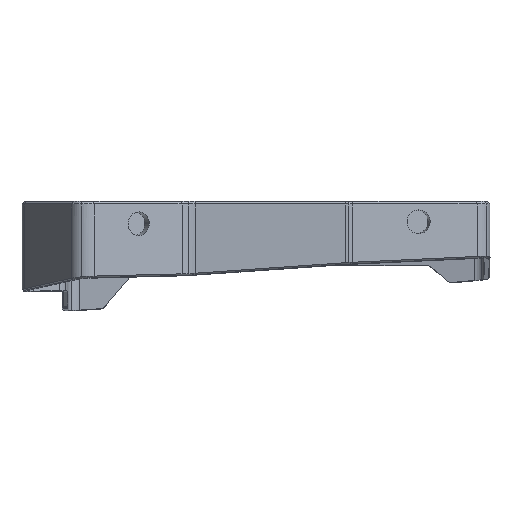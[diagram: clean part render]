
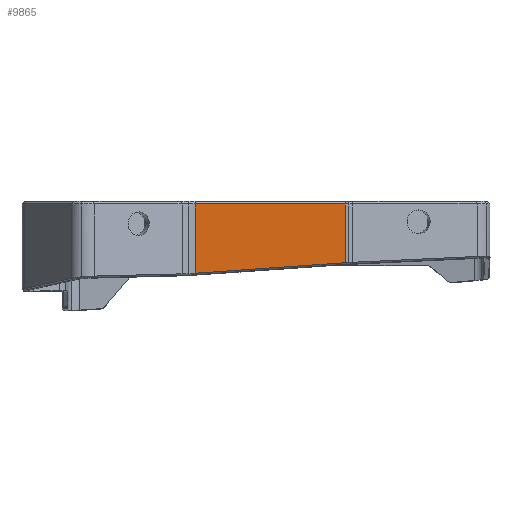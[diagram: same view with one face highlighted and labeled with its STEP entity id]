
A CAD part, front view. The second image highlights one B-rep face of the part: STEP entity #9865.
In plain terms, the highlighted planar face has unit normal (0, -1, 0).
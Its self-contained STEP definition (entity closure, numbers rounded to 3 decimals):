
#91 = CARTESIAN_POINT ( 'NONE',  ( 52.732, -109.881, -14.607 ) ) ;
#146 = AXIS2_PLACEMENT_3D ( 'NONE', #7855, #13698, #2004 ) ;
#895 = CARTESIAN_POINT ( 'NONE',  ( 61.488, -109.881, 9.3 ) ) ;
#1027 = ORIENTED_EDGE ( 'NONE', *, *, #2439, .F. ) ;
#1391 = VECTOR ( 'NONE', #7539, 1000. ) ;
#1486 = DIRECTION ( 'NONE',  ( 0., 0., -1. ) ) ;
#1556 = CARTESIAN_POINT ( 'NONE',  ( 52.732, -109.881, 1.5 ) ) ;
#1804 = VECTOR ( 'NONE', #9067, 1000. ) ;
#2004 = DIRECTION ( 'NONE',  ( 0., 0., -1. ) ) ;
#2022 = CARTESIAN_POINT ( 'NONE',  ( 104.538, -109.881, -10.984 ) ) ;
#2439 = EDGE_CURVE ( 'NONE', #9429, #9230, #12087, .T. ) ;
#2977 = EDGE_LOOP ( 'NONE', ( #7835, #5353, #1027, #13423, #8081 ) ) ;
#4308 = CARTESIAN_POINT ( 'NONE',  ( 104.573, -109.881, -10.982 ) ) ;
#4388 = LINE ( 'NONE', #4308, #1804 ) ;
#5275 = FACE_OUTER_BOUND ( 'NONE', #2977, .T. ) ;
#5353 = ORIENTED_EDGE ( 'NONE', *, *, #12835, .T. ) ;
#5488 = VECTOR ( 'NONE', #7984, 1000. ) ;
#6068 = CARTESIAN_POINT ( 'NONE',  ( 104.573, -109.881, 9.3 ) ) ;
#7009 = CARTESIAN_POINT ( 'NONE',  ( 52.732, -109.881, 9.3 ) ) ;
#7358 = VERTEX_POINT ( 'NONE', #6068 ) ;
#7457 = CARTESIAN_POINT ( 'NONE',  ( 104.573, -109.881, -10.982 ) ) ;
#7506 = DIRECTION ( 'NONE',  ( 0., 0., -1. ) ) ;
#7539 = DIRECTION ( 'NONE',  ( -0.998, 0., -0.07 ) ) ;
#7733 = VERTEX_POINT ( 'NONE', #7009 ) ;
#7736 = LINE ( 'NONE', #1556, #13251 ) ;
#7835 = ORIENTED_EDGE ( 'NONE', *, *, #11627, .F. ) ;
#7855 = CARTESIAN_POINT ( 'NONE',  ( 50.333, -109.881, 1.5 ) ) ;
#7984 = DIRECTION ( 'NONE',  ( 1., 0., 0. ) ) ;
#8081 = ORIENTED_EDGE ( 'NONE', *, *, #12608, .F. ) ;
#8766 = VECTOR ( 'NONE', #7506, 1000. ) ;
#9067 = DIRECTION ( 'NONE',  ( -0.998, 0., -0.07 ) ) ;
#9108 = PLANE ( 'NONE',  #146 ) ;
#9230 = VERTEX_POINT ( 'NONE', #91 ) ;
#9429 = VERTEX_POINT ( 'NONE', #2022 ) ;
#9858 = LINE ( 'NONE', #14542, #8766 ) ;
#9865 = ADVANCED_FACE ( 'NONE', ( #5275 ), #9108, .T. ) ;
#10648 = LINE ( 'NONE', #895, #5488 ) ;
#10978 = CARTESIAN_POINT ( 'NONE',  ( 62.066, -109.881, -13.954 ) ) ;
#11627 = EDGE_CURVE ( 'NONE', #7733, #7358, #10648, .T. ) ;
#12087 = LINE ( 'NONE', #10978, #1391 ) ;
#12240 = VERTEX_POINT ( 'NONE', #7457 ) ;
#12608 = EDGE_CURVE ( 'NONE', #7358, #12240, #9858, .T. ) ;
#12771 = EDGE_CURVE ( 'NONE', #12240, #9429, #4388, .T. ) ;
#12835 = EDGE_CURVE ( 'NONE', #7733, #9230, #7736, .T. ) ;
#13251 = VECTOR ( 'NONE', #1486, 1000. ) ;
#13423 = ORIENTED_EDGE ( 'NONE', *, *, #12771, .F. ) ;
#13698 = DIRECTION ( 'NONE',  ( 0., -1., 0. ) ) ;
#14542 = CARTESIAN_POINT ( 'NONE',  ( 104.573, -109.881, 1.5 ) ) ;
